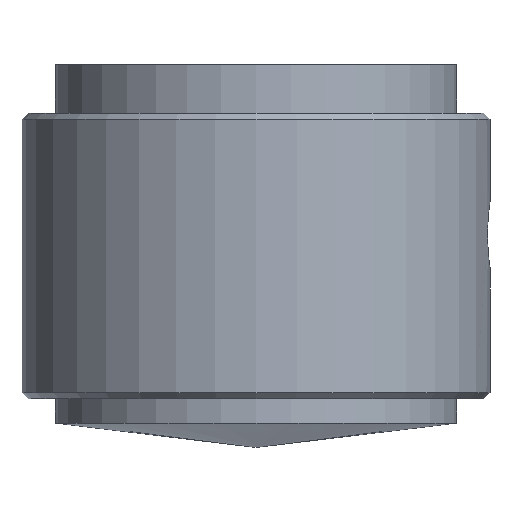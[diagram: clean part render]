
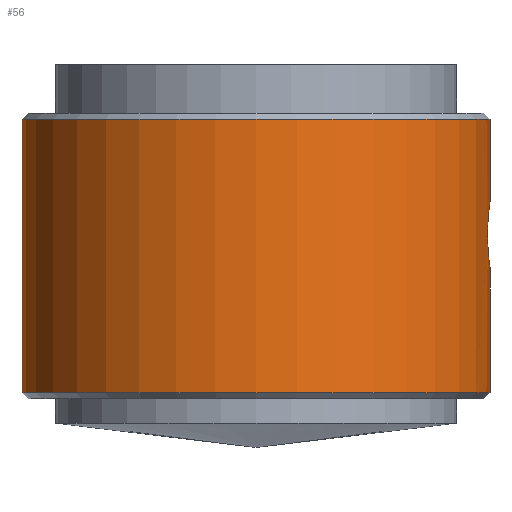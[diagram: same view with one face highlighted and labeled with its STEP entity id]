
A CAD part, left-side view. The second image highlights one B-rep face of the part: STEP entity #56.
In plain terms, the highlighted cylindrical face has radius 9.779 mm (diameter 19.558 mm), a partial arc.
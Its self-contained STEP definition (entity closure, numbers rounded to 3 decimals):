
#56=ADVANCED_FACE('',(#97),#98,.T.);
#97=FACE_OUTER_BOUND('',#156,.T.);
#98=CYLINDRICAL_SURFACE('',#157,9.779);
#156=EDGE_LOOP('',(#268,#269,#270,#271,#272,#273,#274));
#157=AXIS2_PLACEMENT_3D('',#275,#276,#277);
#268=ORIENTED_EDGE('',*,*,#405,.T.);
#269=ORIENTED_EDGE('',*,*,#397,.F.);
#270=ORIENTED_EDGE('',*,*,#404,.F.);
#271=ORIENTED_EDGE('',*,*,#413,.T.);
#272=ORIENTED_EDGE('',*,*,#402,.T.);
#273=ORIENTED_EDGE('',*,*,#414,.T.);
#274=ORIENTED_EDGE('',*,*,#412,.T.);
#275=CARTESIAN_POINT('',(0.0,0.0,-16.802));
#276=DIRECTION('',(0.0,0.0,-1.0));
#277=DIRECTION('',(0.0,1.0,0.0));
#397=EDGE_CURVE('',#462,#463,#464,.T.);
#402=EDGE_CURVE('',#471,#469,#472,.T.);
#404=EDGE_CURVE('',#473,#462,#475,.T.);
#405=EDGE_CURVE('',#476,#463,#477,.T.);
#412=EDGE_CURVE('',#484,#476,#489,.T.);
#413=EDGE_CURVE('',#473,#471,#490,.T.);
#414=EDGE_CURVE('',#469,#484,#491,.T.);
#462=VERTEX_POINT('',#556);
#463=VERTEX_POINT('',#557);
#464=CIRCLE('',#558,9.779);
#469=VERTEX_POINT('',#565);
#471=VERTEX_POINT('',#582);
#472=LINE('',#583,#584);
#473=VERTEX_POINT('',#585);
#475=LINE('',#587,#588);
#476=VERTEX_POINT('',#589);
#477=LINE('',#590,#591);
#484=VERTEX_POINT('',#667);
#489=B_SPLINE_CURVE_WITH_KNOTS('',3,(#674,#675,#676,#677,#678,#679,#680,#681,#682,#683,#684,#685,#686,#687,#688,#689),.UNSPECIFIED.,.F.,.F.,(4,1,1,1,1,1,1,1,1,1,1,1,1,4),(0.0,0.077,0.154,0.231,0.308,0.385,0.462,0.538,0.615,0.692,0.769,0.846,0.923,1.0),.UNSPECIFIED.);
#490=CIRCLE('',#690,9.779);
#491=B_SPLINE_CURVE_WITH_KNOTS('',3,(#691,#692,#693,#694,#695,#696,#697,#698,#699,#700,#701,#702,#703,#704,#705,#706),.UNSPECIFIED.,.F.,.F.,(4,1,1,1,1,1,1,1,1,1,1,1,1,4),(0.0,0.077,0.154,0.231,0.308,0.385,0.462,0.538,0.615,0.692,0.769,0.846,0.923,1.0),.UNSPECIFIED.);
#556=CARTESIAN_POINT('',(0.0,9.779,-2.286));
#557=CARTESIAN_POINT('',(0.0,-9.779,-2.286));
#558=AXIS2_PLACEMENT_3D('',#787,#788,#789);
#565=CARTESIAN_POINT('',(0.,-9.779,-8.496));
#582=CARTESIAN_POINT('',(0.0,-9.779,-13.716));
#583=CARTESIAN_POINT('',(0.0,-9.779,-13.716));
#584=VECTOR('',#795,5.22);
#585=CARTESIAN_POINT('',(0.0,9.779,-13.716));
#587=CARTESIAN_POINT('',(0.0,9.779,-13.716));
#588=VECTOR('',#799,11.43);
#589=CARTESIAN_POINT('',(0.,-9.779,-5.728));
#590=CARTESIAN_POINT('',(0.,-9.779,-5.728));
#591=VECTOR('',#800,3.442);
#667=CARTESIAN_POINT('',(-1.384,-9.681,-7.112));
#674=CARTESIAN_POINT('',(-1.384,-9.681,-7.112));
#675=CARTESIAN_POINT('',(-1.384,-9.681,-7.056));
#676=CARTESIAN_POINT('',(-1.378,-9.681,-6.946));
#677=CARTESIAN_POINT('',(-1.348,-9.686,-6.781));
#678=CARTESIAN_POINT('',(-1.298,-9.693,-6.621));
#679=CARTESIAN_POINT('',(-1.229,-9.702,-6.468));
#680=CARTESIAN_POINT('',(-1.143,-9.712,-6.325));
#681=CARTESIAN_POINT('',(-1.039,-9.724,-6.192));
#682=CARTESIAN_POINT('',(-0.92,-9.736,-6.073));
#683=CARTESIAN_POINT('',(-0.787,-9.748,-5.969));
#684=CARTESIAN_POINT('',(-0.644,-9.758,-5.883));
#685=CARTESIAN_POINT('',(-0.491,-9.767,-5.814));
#686=CARTESIAN_POINT('',(-0.331,-9.774,-5.764));
#687=CARTESIAN_POINT('',(-0.166,-9.778,-5.734));
#688=CARTESIAN_POINT('',(-0.056,-9.779,-5.728));
#689=CARTESIAN_POINT('',(0.,-9.779,-5.728));
#690=AXIS2_PLACEMENT_3D('',#806,#807,#808);
#691=CARTESIAN_POINT('',(0.,-9.779,-8.496));
#692=CARTESIAN_POINT('',(-0.056,-9.779,-8.496));
#693=CARTESIAN_POINT('',(-0.166,-9.778,-8.49));
#694=CARTESIAN_POINT('',(-0.331,-9.774,-8.46));
#695=CARTESIAN_POINT('',(-0.491,-9.767,-8.41));
#696=CARTESIAN_POINT('',(-0.644,-9.758,-8.341));
#697=CARTESIAN_POINT('',(-0.787,-9.748,-8.255));
#698=CARTESIAN_POINT('',(-0.92,-9.736,-8.151));
#699=CARTESIAN_POINT('',(-1.039,-9.724,-8.032));
#700=CARTESIAN_POINT('',(-1.143,-9.712,-7.899));
#701=CARTESIAN_POINT('',(-1.229,-9.702,-7.756));
#702=CARTESIAN_POINT('',(-1.298,-9.693,-7.603));
#703=CARTESIAN_POINT('',(-1.348,-9.686,-7.443));
#704=CARTESIAN_POINT('',(-1.378,-9.681,-7.278));
#705=CARTESIAN_POINT('',(-1.384,-9.681,-7.168));
#706=CARTESIAN_POINT('',(-1.384,-9.681,-7.112));
#787=CARTESIAN_POINT('',(0.0,0.0,-2.286));
#788=DIRECTION('',(0.0,-0.0,1.0));
#789=DIRECTION('',(0.0,1.0,0.0));
#795=DIRECTION('',(0.0,0.0,1.0));
#799=DIRECTION('',(0.0,0.0,1.0));
#800=DIRECTION('',(0.0,0.0,1.0));
#806=CARTESIAN_POINT('',(0.0,0.0,-13.716));
#807=DIRECTION('',(0.0,-0.0,1.0));
#808=DIRECTION('',(0.0,1.0,0.0));
